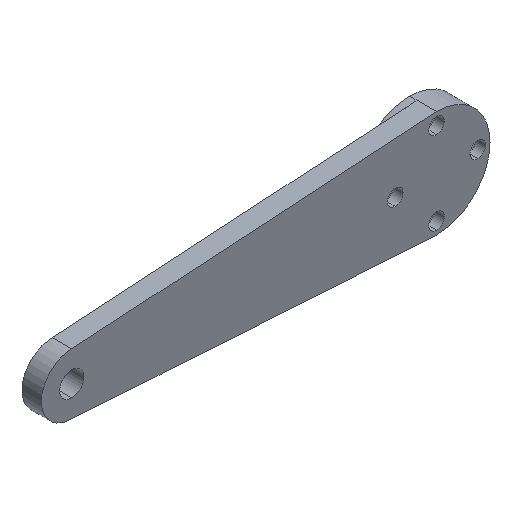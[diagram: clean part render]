
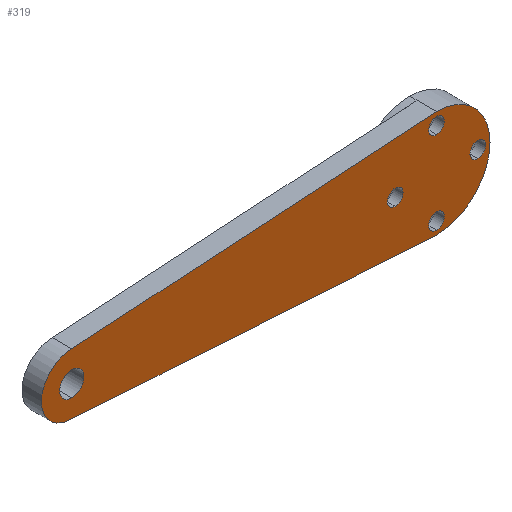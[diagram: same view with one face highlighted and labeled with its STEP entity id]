
A CAD part, isometric view. The second image highlights one B-rep face of the part: STEP entity #319.
In plain terms, the highlighted planar face has unit normal (0, -1, 0).
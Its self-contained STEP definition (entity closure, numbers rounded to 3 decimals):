
#15 = EDGE_CURVE ( 'NONE', #450, #853, #356, .T. ) ;
#27 = ORIENTED_EDGE ( 'NONE', *, *, #288, .F. ) ;
#30 = AXIS2_PLACEMENT_3D ( 'NONE', #313, #79, #677 ) ;
#35 = VECTOR ( 'NONE', #944, 1000. ) ;
#46 = DIRECTION ( 'NONE',  ( 0., 0., -1. ) ) ;
#51 = VERTEX_POINT ( 'NONE', #627 ) ;
#53 = DIRECTION ( 'NONE',  ( 0., 1., 0. ) ) ;
#54 = AXIS2_PLACEMENT_3D ( 'NONE', #698, #559, #802 ) ;
#67 = CARTESIAN_POINT ( 'NONE',  ( 17., 0., 0. ) ) ;
#69 = ORIENTED_EDGE ( 'NONE', *, *, #384, .F. ) ;
#74 = AXIS2_PLACEMENT_3D ( 'NONE', #184, #937, #932 ) ;
#75 = EDGE_LOOP ( 'NONE', ( #750, #688 ) ) ;
#79 = DIRECTION ( 'NONE',  ( 0., 1., 0. ) ) ;
#87 = ORIENTED_EDGE ( 'NONE', *, *, #243, .F. ) ;
#96 = CIRCLE ( 'NONE', #640, 3.25 ) ;
#108 = CARTESIAN_POINT ( 'NONE',  ( 17., 0., 3.25 ) ) ;
#142 = EDGE_CURVE ( 'NONE', #378, #908, #257, .T. ) ;
#144 = AXIS2_PLACEMENT_3D ( 'NONE', #397, #699, #624 ) ;
#183 = DIRECTION ( 'NONE',  ( 0., 0., -1. ) ) ;
#184 = CARTESIAN_POINT ( 'NONE',  ( 0., 0., 17. ) ) ;
#202 = DIRECTION ( 'NONE',  ( 0., 0., -1. ) ) ;
#209 = ORIENTED_EDGE ( 'NONE', *, *, #696, .F. ) ;
#210 = FACE_BOUND ( 'NONE', #621, .T. ) ;
#216 = AXIS2_PLACEMENT_3D ( 'NONE', #709, #240, #183 ) ;
#233 = ORIENTED_EDGE ( 'NONE', *, *, #380, .F. ) ;
#240 = DIRECTION ( 'NONE',  ( 0., -1., 0. ) ) ;
#243 = EDGE_CURVE ( 'NONE', #357, #920, #355, .T. ) ;
#244 = ORIENTED_EDGE ( 'NONE', *, *, #324, .F. ) ;
#257 = CIRCLE ( 'NONE', #54, 3.25 ) ;
#272 = CARTESIAN_POINT ( 'NONE',  ( -150., 0., 0. ) ) ;
#273 = CIRCLE ( 'NONE', #526, 3.25 ) ;
#276 = LINE ( 'NONE', #415, #859 ) ;
#286 = CARTESIAN_POINT ( 'NONE',  ( -150., 0., 12.5 ) ) ;
#288 = EDGE_CURVE ( 'NONE', #920, #310, #486, .T. ) ;
#301 = ORIENTED_EDGE ( 'NONE', *, *, #842, .F. ) ;
#310 = VERTEX_POINT ( 'NONE', #286 ) ;
#313 = CARTESIAN_POINT ( 'NONE',  ( -150., 0., 0. ) ) ;
#319 = ADVANCED_FACE ( 'NONE', ( #881, #972, #210, #510, #647, #345 ), #897, .F. ) ;
#324 = EDGE_CURVE ( 'NONE', #310, #51, #276, .T. ) ;
#330 = DIRECTION ( 'NONE',  ( 0., 0., 1. ) ) ;
#331 = CARTESIAN_POINT ( 'NONE',  ( 0., 0., 13.75 ) ) ;
#345 = FACE_BOUND ( 'NONE', #75, .T. ) ;
#346 = DIRECTION ( 'NONE',  ( 0., 1., 0. ) ) ;
#355 = LINE ( 'NONE', #634, #35 ) ;
#356 = CIRCLE ( 'NONE', #216, 3.25 ) ;
#357 = VERTEX_POINT ( 'NONE', #643 ) ;
#365 = DIRECTION ( 'NONE',  ( 0., -1., 0. ) ) ;
#378 = VERTEX_POINT ( 'NONE', #744 ) ;
#380 = EDGE_CURVE ( 'NONE', #703, #466, #441, .T. ) ;
#384 = EDGE_CURVE ( 'NONE', #908, #378, #273, .T. ) ;
#390 = VERTEX_POINT ( 'NONE', #726 ) ;
#397 = CARTESIAN_POINT ( 'NONE',  ( 0., 0., 0. ) ) ;
#409 = DIRECTION ( 'NONE',  ( 0., -1., 0. ) ) ;
#413 = CIRCLE ( 'NONE', #494, 5. ) ;
#415 = CARTESIAN_POINT ( 'NONE',  ( -150., 0., 12.5 ) ) ;
#419 = DIRECTION ( 'NONE',  ( 0.998, 0., 0.063 ) ) ;
#441 = CIRCLE ( 'NONE', #700, 3.25 ) ;
#446 = CIRCLE ( 'NONE', #30, 5. ) ;
#450 = VERTEX_POINT ( 'NONE', #905 ) ;
#459 = CARTESIAN_POINT ( 'NONE',  ( 17., 0., -3.25 ) ) ;
#466 = VERTEX_POINT ( 'NONE', #459 ) ;
#470 = ORIENTED_EDGE ( 'NONE', *, *, #733, .F. ) ;
#472 = CARTESIAN_POINT ( 'NONE',  ( -150., 0., 0. ) ) ;
#474 = DIRECTION ( 'NONE',  ( 0., -1., 0. ) ) ;
#484 = AXIS2_PLACEMENT_3D ( 'NONE', #487, #409, #636 ) ;
#486 = CIRCLE ( 'NONE', #710, 12.5 ) ;
#487 = CARTESIAN_POINT ( 'NONE',  ( 17., 0., 0. ) ) ;
#491 = CARTESIAN_POINT ( 'NONE',  ( 0., 0., -13.75 ) ) ;
#494 = AXIS2_PLACEMENT_3D ( 'NONE', #472, #855, #330 ) ;
#496 = DIRECTION ( 'NONE',  ( 0., 0., -1. ) ) ;
#510 = FACE_BOUND ( 'NONE', #912, .T. ) ;
#517 = CARTESIAN_POINT ( 'NONE',  ( -150., 0., 0. ) ) ;
#526 = AXIS2_PLACEMENT_3D ( 'NONE', #665, #875, #496 ) ;
#550 = EDGE_LOOP ( 'NONE', ( #895, #763 ) ) ;
#552 = CARTESIAN_POINT ( 'NONE',  ( -150., 0., -5. ) ) ;
#559 = DIRECTION ( 'NONE',  ( 0., -1., 0. ) ) ;
#590 = DIRECTION ( 'NONE',  ( 0., 0., 1. ) ) ;
#593 = EDGE_LOOP ( 'NONE', ( #27, #87, #470, #244 ) ) ;
#620 = EDGE_CURVE ( 'NONE', #390, #663, #446, .T. ) ;
#621 = EDGE_LOOP ( 'NONE', ( #808, #209 ) ) ;
#624 = DIRECTION ( 'NONE',  ( 0., 0., 1. ) ) ;
#627 = CARTESIAN_POINT ( 'NONE',  ( 0., 0., 22. ) ) ;
#634 = CARTESIAN_POINT ( 'NONE',  ( -150., 0., -12.5 ) ) ;
#636 = DIRECTION ( 'NONE',  ( 0., 0., -1. ) ) ;
#640 = AXIS2_PLACEMENT_3D ( 'NONE', #864, #474, #46 ) ;
#643 = CARTESIAN_POINT ( 'NONE',  ( 0., 0., -22. ) ) ;
#644 = DIRECTION ( 'NONE',  ( 0., 0., 1. ) ) ;
#647 = FACE_OUTER_BOUND ( 'NONE', #593, .T. ) ;
#663 = VERTEX_POINT ( 'NONE', #552 ) ;
#664 = CARTESIAN_POINT ( 'NONE',  ( 0., 0., 20.25 ) ) ;
#665 = CARTESIAN_POINT ( 'NONE',  ( -17., 0., 0. ) ) ;
#672 = EDGE_CURVE ( 'NONE', #663, #390, #413, .T. ) ;
#677 = DIRECTION ( 'NONE',  ( 0., 0., 1. ) ) ;
#681 = ORIENTED_EDGE ( 'NONE', *, *, #142, .F. ) ;
#688 = ORIENTED_EDGE ( 'NONE', *, *, #620, .T. ) ;
#696 = EDGE_CURVE ( 'NONE', #898, #824, #704, .T. ) ;
#698 = CARTESIAN_POINT ( 'NONE',  ( -17., 0., 0. ) ) ;
#699 = DIRECTION ( 'NONE',  ( 0., 1., 0. ) ) ;
#700 = AXIS2_PLACEMENT_3D ( 'NONE', #67, #365, #953 ) ;
#703 = VERTEX_POINT ( 'NONE', #108 ) ;
#704 = CIRCLE ( 'NONE', #74, 3.25 ) ;
#709 = CARTESIAN_POINT ( 'NONE',  ( 0., 0., -17. ) ) ;
#710 = AXIS2_PLACEMENT_3D ( 'NONE', #272, #346, #644 ) ;
#726 = CARTESIAN_POINT ( 'NONE',  ( -150., 0., 5. ) ) ;
#729 = CARTESIAN_POINT ( 'NONE',  ( -17., 0., -3.25 ) ) ;
#733 = EDGE_CURVE ( 'NONE', #51, #357, #742, .T. ) ;
#742 = CIRCLE ( 'NONE', #144, 22. ) ;
#744 = CARTESIAN_POINT ( 'NONE',  ( -17., 0., 3.25 ) ) ;
#750 = ORIENTED_EDGE ( 'NONE', *, *, #672, .T. ) ;
#763 = ORIENTED_EDGE ( 'NONE', *, *, #816, .F. ) ;
#772 = CIRCLE ( 'NONE', #947, 3.25 ) ;
#802 = DIRECTION ( 'NONE',  ( 0., 0., -1. ) ) ;
#808 = ORIENTED_EDGE ( 'NONE', *, *, #950, .F. ) ;
#813 = CARTESIAN_POINT ( 'NONE',  ( 0., 0., 17. ) ) ;
#816 = EDGE_CURVE ( 'NONE', #853, #450, #96, .T. ) ;
#824 = VERTEX_POINT ( 'NONE', #331 ) ;
#828 = AXIS2_PLACEMENT_3D ( 'NONE', #517, #53, #590 ) ;
#842 = EDGE_CURVE ( 'NONE', #466, #703, #918, .T. ) ;
#853 = VERTEX_POINT ( 'NONE', #491 ) ;
#855 = DIRECTION ( 'NONE',  ( 0., 1., 0. ) ) ;
#859 = VECTOR ( 'NONE', #419, 1000. ) ;
#864 = CARTESIAN_POINT ( 'NONE',  ( 0., 0., -17. ) ) ;
#875 = DIRECTION ( 'NONE',  ( 0., -1., 0. ) ) ;
#881 = FACE_BOUND ( 'NONE', #550, .T. ) ;
#895 = ORIENTED_EDGE ( 'NONE', *, *, #15, .F. ) ;
#897 = PLANE ( 'NONE',  #828 ) ;
#898 = VERTEX_POINT ( 'NONE', #664 ) ;
#901 = CARTESIAN_POINT ( 'NONE',  ( -150., 0., -12.5 ) ) ;
#905 = CARTESIAN_POINT ( 'NONE',  ( 0., 0., -20.25 ) ) ;
#908 = VERTEX_POINT ( 'NONE', #729 ) ;
#912 = EDGE_LOOP ( 'NONE', ( #69, #681 ) ) ;
#918 = CIRCLE ( 'NONE', #484, 3.25 ) ;
#920 = VERTEX_POINT ( 'NONE', #901 ) ;
#932 = DIRECTION ( 'NONE',  ( 0., 0., -1. ) ) ;
#937 = DIRECTION ( 'NONE',  ( 0., -1., 0. ) ) ;
#944 = DIRECTION ( 'NONE',  ( -0.998, 0., 0.063 ) ) ;
#947 = AXIS2_PLACEMENT_3D ( 'NONE', #813, #975, #202 ) ;
#950 = EDGE_CURVE ( 'NONE', #824, #898, #772, .T. ) ;
#953 = DIRECTION ( 'NONE',  ( 0., 0., -1. ) ) ;
#972 = FACE_BOUND ( 'NONE', #979, .T. ) ;
#975 = DIRECTION ( 'NONE',  ( 0., -1., 0. ) ) ;
#979 = EDGE_LOOP ( 'NONE', ( #301, #233 ) ) ;
